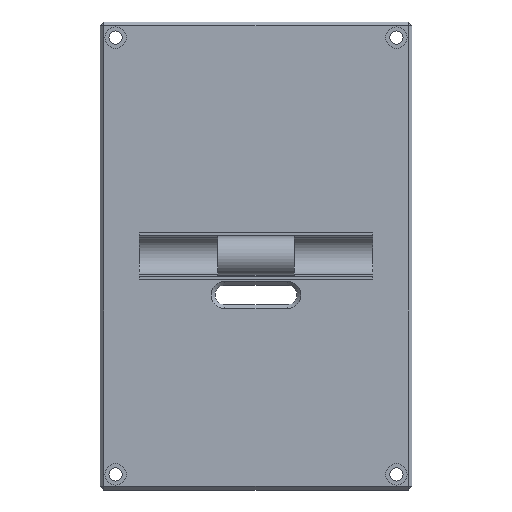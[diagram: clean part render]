
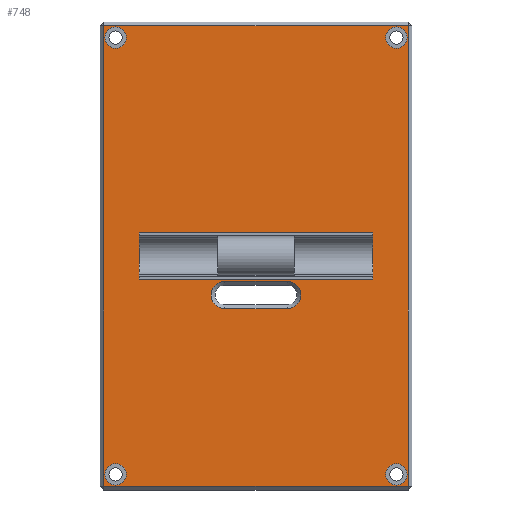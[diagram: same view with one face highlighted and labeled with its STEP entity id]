
A CAD part, top view. The second image highlights one B-rep face of the part: STEP entity #748.
In plain terms, the highlighted planar face has unit normal (0, 0, 1).
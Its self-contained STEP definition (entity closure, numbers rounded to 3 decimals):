
#288 = VERTEX_POINT('',#289);
#289 = CARTESIAN_POINT('',(-39.,-59.,5.));
#295 = EDGE_CURVE('',#296,#288,#298,.T.);
#296 = VERTEX_POINT('',#297);
#297 = CARTESIAN_POINT('',(-39.,59.,5.));
#298 = LINE('',#299,#300);
#299 = CARTESIAN_POINT('',(-39.,60.,5.));
#300 = VECTOR('',#301,1.);
#301 = DIRECTION('',(0.,-1.,0.));
#748 = ADVANCED_FACE('',(#749,#774,#785,#819,#830,#841,#852),#888,.T.);
#749 = FACE_BOUND('',#750,.T.);
#750 = EDGE_LOOP('',(#751,#759,#767,#773));
#751 = ORIENTED_EDGE('',*,*,#752,.T.);
#752 = EDGE_CURVE('',#288,#753,#755,.T.);
#753 = VERTEX_POINT('',#754);
#754 = CARTESIAN_POINT('',(39.,-59.,5.));
#755 = LINE('',#756,#757);
#756 = CARTESIAN_POINT('',(-40.,-59.,5.));
#757 = VECTOR('',#758,1.);
#758 = DIRECTION('',(1.,0.,0.));
#759 = ORIENTED_EDGE('',*,*,#760,.T.);
#760 = EDGE_CURVE('',#753,#761,#763,.T.);
#761 = VERTEX_POINT('',#762);
#762 = CARTESIAN_POINT('',(39.,59.,5.));
#763 = LINE('',#764,#765);
#764 = CARTESIAN_POINT('',(39.,-60.,5.));
#765 = VECTOR('',#766,1.);
#766 = DIRECTION('',(0.,1.,0.));
#767 = ORIENTED_EDGE('',*,*,#768,.T.);
#768 = EDGE_CURVE('',#761,#296,#769,.T.);
#769 = LINE('',#770,#771);
#770 = CARTESIAN_POINT('',(40.,59.,5.));
#771 = VECTOR('',#772,1.);
#772 = DIRECTION('',(-1.,0.,0.));
#773 = ORIENTED_EDGE('',*,*,#295,.T.);
#774 = FACE_BOUND('',#775,.T.);
#775 = EDGE_LOOP('',(#776));
#776 = ORIENTED_EDGE('',*,*,#777,.F.);
#777 = EDGE_CURVE('',#778,#778,#780,.T.);
#778 = VERTEX_POINT('',#779);
#779 = CARTESIAN_POINT('',(-33.25,-56.,5.));
#780 = CIRCLE('',#781,2.75);
#781 = AXIS2_PLACEMENT_3D('',#782,#783,#784);
#782 = CARTESIAN_POINT('',(-36.,-56.,5.));
#783 = DIRECTION('',(0.,0.,1.));
#784 = DIRECTION('',(1.,0.,0.));
#785 = FACE_BOUND('',#786,.T.);
#786 = EDGE_LOOP('',(#787,#797,#805,#813));
#787 = ORIENTED_EDGE('',*,*,#788,.F.);
#788 = EDGE_CURVE('',#789,#791,#793,.T.);
#789 = VERTEX_POINT('',#790);
#790 = CARTESIAN_POINT('',(-30.,-6.,5.));
#791 = VERTEX_POINT('',#792);
#792 = CARTESIAN_POINT('',(30.,-6.,5.));
#793 = LINE('',#794,#795);
#794 = CARTESIAN_POINT('',(-30.,-6.,5.));
#795 = VECTOR('',#796,1.);
#796 = DIRECTION('',(1.,0.,0.));
#797 = ORIENTED_EDGE('',*,*,#798,.T.);
#798 = EDGE_CURVE('',#789,#799,#801,.T.);
#799 = VERTEX_POINT('',#800);
#800 = CARTESIAN_POINT('',(-30.,6.,5.));
#801 = LINE('',#802,#803);
#802 = CARTESIAN_POINT('',(-30.,-6.,5.));
#803 = VECTOR('',#804,1.);
#804 = DIRECTION('',(0.,1.,0.));
#805 = ORIENTED_EDGE('',*,*,#806,.T.);
#806 = EDGE_CURVE('',#799,#807,#809,.T.);
#807 = VERTEX_POINT('',#808);
#808 = CARTESIAN_POINT('',(30.,6.,5.));
#809 = LINE('',#810,#811);
#810 = CARTESIAN_POINT('',(-30.,6.,5.));
#811 = VECTOR('',#812,1.);
#812 = DIRECTION('',(1.,0.,0.));
#813 = ORIENTED_EDGE('',*,*,#814,.F.);
#814 = EDGE_CURVE('',#791,#807,#815,.T.);
#815 = LINE('',#816,#817);
#816 = CARTESIAN_POINT('',(30.,-6.,5.));
#817 = VECTOR('',#818,1.);
#818 = DIRECTION('',(0.,1.,0.));
#819 = FACE_BOUND('',#820,.T.);
#820 = EDGE_LOOP('',(#821));
#821 = ORIENTED_EDGE('',*,*,#822,.F.);
#822 = EDGE_CURVE('',#823,#823,#825,.T.);
#823 = VERTEX_POINT('',#824);
#824 = CARTESIAN_POINT('',(38.75,-56.,5.));
#825 = CIRCLE('',#826,2.75);
#826 = AXIS2_PLACEMENT_3D('',#827,#828,#829);
#827 = CARTESIAN_POINT('',(36.,-56.,5.));
#828 = DIRECTION('',(0.,0.,1.));
#829 = DIRECTION('',(1.,0.,0.));
#830 = FACE_BOUND('',#831,.T.);
#831 = EDGE_LOOP('',(#832));
#832 = ORIENTED_EDGE('',*,*,#833,.F.);
#833 = EDGE_CURVE('',#834,#834,#836,.T.);
#834 = VERTEX_POINT('',#835);
#835 = CARTESIAN_POINT('',(-33.25,56.,5.));
#836 = CIRCLE('',#837,2.75);
#837 = AXIS2_PLACEMENT_3D('',#838,#839,#840);
#838 = CARTESIAN_POINT('',(-36.,56.,5.));
#839 = DIRECTION('',(0.,0.,1.));
#840 = DIRECTION('',(1.,0.,0.));
#841 = FACE_BOUND('',#842,.T.);
#842 = EDGE_LOOP('',(#843));
#843 = ORIENTED_EDGE('',*,*,#844,.F.);
#844 = EDGE_CURVE('',#845,#845,#847,.T.);
#845 = VERTEX_POINT('',#846);
#846 = CARTESIAN_POINT('',(38.75,56.,5.));
#847 = CIRCLE('',#848,2.75);
#848 = AXIS2_PLACEMENT_3D('',#849,#850,#851);
#849 = CARTESIAN_POINT('',(36.,56.,5.));
#850 = DIRECTION('',(0.,0.,1.));
#851 = DIRECTION('',(1.,0.,0.));
#852 = FACE_BOUND('',#853,.T.);
#853 = EDGE_LOOP('',(#854,#864,#873,#881));
#854 = ORIENTED_EDGE('',*,*,#855,.F.);
#855 = EDGE_CURVE('',#856,#858,#860,.T.);
#856 = VERTEX_POINT('',#857);
#857 = CARTESIAN_POINT('',(-8.,-13.5,5.));
#858 = VERTEX_POINT('',#859);
#859 = CARTESIAN_POINT('',(8.,-13.5,5.));
#860 = LINE('',#861,#862);
#861 = CARTESIAN_POINT('',(-8.,-13.5,5.));
#862 = VECTOR('',#863,1.);
#863 = DIRECTION('',(1.,0.,0.));
#864 = ORIENTED_EDGE('',*,*,#865,.F.);
#865 = EDGE_CURVE('',#866,#856,#868,.T.);
#866 = VERTEX_POINT('',#867);
#867 = CARTESIAN_POINT('',(-8.,-6.5,5.));
#868 = CIRCLE('',#869,3.5);
#869 = AXIS2_PLACEMENT_3D('',#870,#871,#872);
#870 = CARTESIAN_POINT('',(-8.,-10.,5.));
#871 = DIRECTION('',(0.,-0.,1.));
#872 = DIRECTION('',(0.,1.,0.));
#873 = ORIENTED_EDGE('',*,*,#874,.F.);
#874 = EDGE_CURVE('',#875,#866,#877,.T.);
#875 = VERTEX_POINT('',#876);
#876 = CARTESIAN_POINT('',(8.,-6.5,5.));
#877 = LINE('',#878,#879);
#878 = CARTESIAN_POINT('',(8.,-6.5,5.));
#879 = VECTOR('',#880,1.);
#880 = DIRECTION('',(-1.,-0.,-0.));
#881 = ORIENTED_EDGE('',*,*,#882,.F.);
#882 = EDGE_CURVE('',#858,#875,#883,.T.);
#883 = CIRCLE('',#884,3.5);
#884 = AXIS2_PLACEMENT_3D('',#885,#886,#887);
#885 = CARTESIAN_POINT('',(8.,-10.,5.));
#886 = DIRECTION('',(0.,0.,1.));
#887 = DIRECTION('',(0.,-1.,0.));
#888 = PLANE('',#889);
#889 = AXIS2_PLACEMENT_3D('',#890,#891,#892);
#890 = CARTESIAN_POINT('',(0.,0.,5.));
#891 = DIRECTION('',(0.,0.,1.));
#892 = DIRECTION('',(1.,0.,0.));
